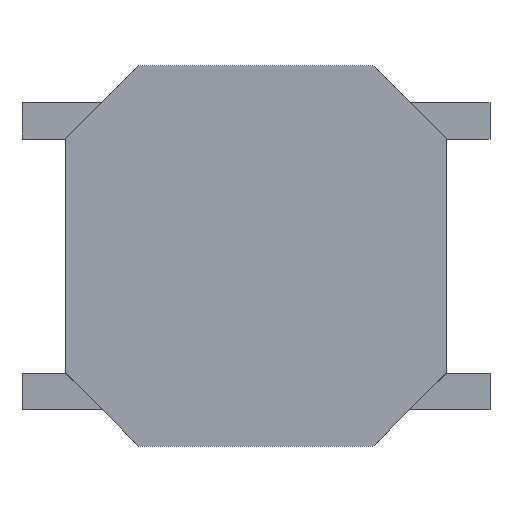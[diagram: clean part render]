
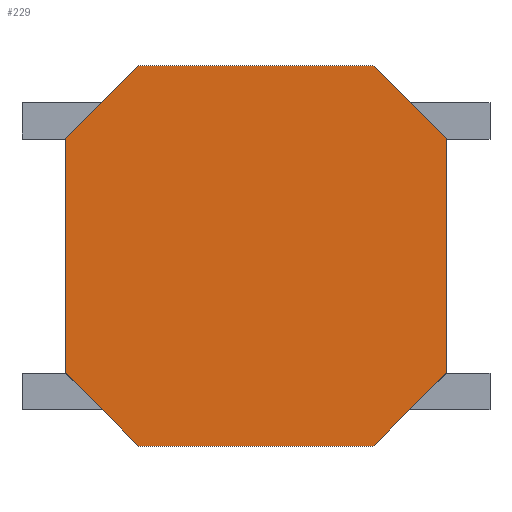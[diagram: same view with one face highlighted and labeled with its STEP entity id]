
A CAD part, top view. The second image highlights one B-rep face of the part: STEP entity #229.
In plain terms, the highlighted planar face has unit normal (0, 0, 1).
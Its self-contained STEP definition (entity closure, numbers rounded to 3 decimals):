
#40 = VERTEX_POINT('',#41);
#41 = CARTESIAN_POINT('',(-2.6,1.6,1.5));
#47 = EDGE_CURVE('',#40,#48,#50,.T.);
#48 = VERTEX_POINT('',#49);
#49 = CARTESIAN_POINT('',(-2.6,-1.6,1.5));
#50 = LINE('',#51,#52);
#51 = CARTESIAN_POINT('',(-2.6,2.6,1.5));
#52 = VECTOR('',#53,1.);
#53 = DIRECTION('',(0.,-1.,0.));
#133 = EDGE_CURVE('',#40,#134,#136,.T.);
#134 = VERTEX_POINT('',#135);
#135 = CARTESIAN_POINT('',(-1.6,2.6,1.5));
#136 = LINE('',#137,#138);
#137 = CARTESIAN_POINT('',(-2.1,2.1,1.5));
#138 = VECTOR('',#139,1.);
#139 = DIRECTION('',(0.707,0.707,0.));
#211 = EDGE_CURVE('',#48,#212,#214,.T.);
#212 = VERTEX_POINT('',#213);
#213 = CARTESIAN_POINT('',(-1.6,-2.6,1.5));
#214 = LINE('',#215,#216);
#215 = CARTESIAN_POINT('',(-2.1,-2.1,1.5));
#216 = VECTOR('',#217,1.);
#217 = DIRECTION('',(0.707,-0.707,0.));
#229 = ADVANCED_FACE('',(#230),#273,.T.);
#230 = FACE_BOUND('',#231,.T.);
#231 = EDGE_LOOP('',(#232,#233,#234,#242,#250,#258,#266,#272));
#232 = ORIENTED_EDGE('',*,*,#47,.T.);
#233 = ORIENTED_EDGE('',*,*,#211,.T.);
#234 = ORIENTED_EDGE('',*,*,#235,.T.);
#235 = EDGE_CURVE('',#212,#236,#238,.T.);
#236 = VERTEX_POINT('',#237);
#237 = CARTESIAN_POINT('',(1.6,-2.6,1.5));
#238 = LINE('',#239,#240);
#239 = CARTESIAN_POINT('',(-2.6,-2.6,1.5));
#240 = VECTOR('',#241,1.);
#241 = DIRECTION('',(1.,0.,0.));
#242 = ORIENTED_EDGE('',*,*,#243,.T.);
#243 = EDGE_CURVE('',#236,#244,#246,.T.);
#244 = VERTEX_POINT('',#245);
#245 = CARTESIAN_POINT('',(2.6,-1.6,1.5));
#246 = LINE('',#247,#248);
#247 = CARTESIAN_POINT('',(2.1,-2.1,1.5));
#248 = VECTOR('',#249,1.);
#249 = DIRECTION('',(0.707,0.707,0.));
#250 = ORIENTED_EDGE('',*,*,#251,.T.);
#251 = EDGE_CURVE('',#244,#252,#254,.T.);
#252 = VERTEX_POINT('',#253);
#253 = CARTESIAN_POINT('',(2.6,1.6,1.5));
#254 = LINE('',#255,#256);
#255 = CARTESIAN_POINT('',(2.6,-2.6,1.5));
#256 = VECTOR('',#257,1.);
#257 = DIRECTION('',(0.,1.,0.));
#258 = ORIENTED_EDGE('',*,*,#259,.T.);
#259 = EDGE_CURVE('',#252,#260,#262,.T.);
#260 = VERTEX_POINT('',#261);
#261 = CARTESIAN_POINT('',(1.6,2.6,1.5));
#262 = LINE('',#263,#264);
#263 = CARTESIAN_POINT('',(2.1,2.1,1.5));
#264 = VECTOR('',#265,1.);
#265 = DIRECTION('',(-0.707,0.707,0.));
#266 = ORIENTED_EDGE('',*,*,#267,.T.);
#267 = EDGE_CURVE('',#260,#134,#268,.T.);
#268 = LINE('',#269,#270);
#269 = CARTESIAN_POINT('',(2.6,2.6,1.5));
#270 = VECTOR('',#271,1.);
#271 = DIRECTION('',(-1.,0.,0.));
#272 = ORIENTED_EDGE('',*,*,#133,.F.);
#273 = PLANE('',#274);
#274 = AXIS2_PLACEMENT_3D('',#275,#276,#277);
#275 = CARTESIAN_POINT('',(0.,0.,1.5));
#276 = DIRECTION('',(0.,0.,1.));
#277 = DIRECTION('',(1.,0.,0.));
